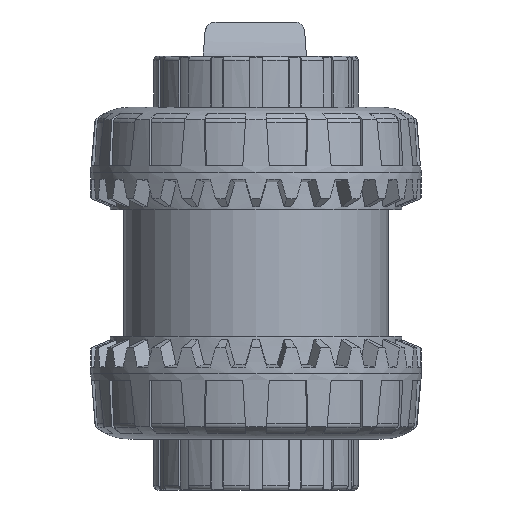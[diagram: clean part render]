
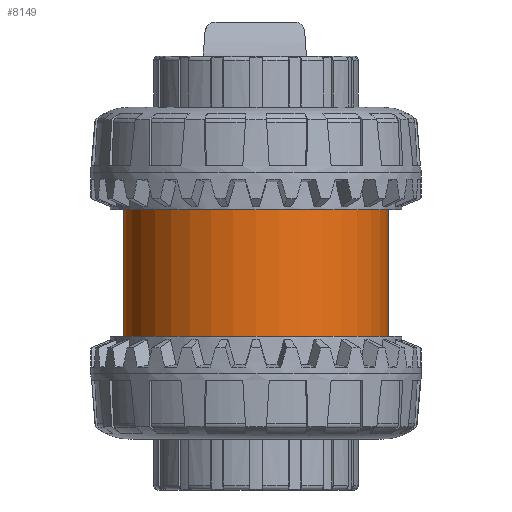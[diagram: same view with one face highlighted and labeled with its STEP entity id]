
A CAD part, left-side view. The second image highlights one B-rep face of the part: STEP entity #8149.
In plain terms, the highlighted cylindrical face has radius 40 mm (diameter 80 mm), a full revolution.
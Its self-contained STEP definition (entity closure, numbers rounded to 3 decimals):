
#459=B_SPLINE_CURVE_WITH_KNOTS($,3,(#12754,#12755,#12756,#12757,#12758,
#12759,#12760,#12761,#12762,#12763,#12764,#12765,#12766,#12767,#12768,#12769,
#12770,#12771,#12772,#12773,#12774,#12775,#12776,#12777,#12778,#12779,#12780,
#12781,#12782,#12783,#12784,#12785,#12786,#12787,#12788,#12789,#12790,#12791,
#12792,#12793,#12794,#12795,#12796,#12797,#12798,#12799,#12800,#12801,#12802,
#12803,#12804,#12805,#12806,#12807,#12808,#12809,#12810,#12811,#12812,#12813,
#12814,#12815,#12816,#12817,#12818,#12819),.UNSPECIFIED.,.T.,.F.,(4,2,2,
2,2,2,2,2,2,2,2,2,2,2,2,2,2,2,2,2,2,2,2,2,2,2,2,2,2,2,2,2,4),(0.,0.335,
0.67,1.005,1.339,1.674,2.008,
2.342,2.677,3.011,3.345,3.68,
4.014,4.349,4.684,5.019,5.353,
5.688,6.023,6.358,6.693,7.027,
7.361,7.696,8.03,8.364,8.699,
9.033,9.367,9.702,10.037,10.372,
10.707),.UNSPECIFIED.);
#631=FACE_BOUND($,#1400,.T.);
#632=FACE_BOUND($,#1401,.T.);
#633=FACE_BOUND($,#1402,.T.);
#742=CYLINDRICAL_SURFACE($,#8772,40.);
#1400=EDGE_LOOP($,(#5849));
#1401=EDGE_LOOP($,(#5850));
#1402=EDGE_LOOP($,(#5851));
#2698=CIRCLE($,#8771,40.);
#2699=CIRCLE($,#8773,40.);
#3201=VERTEX_POINT($,#12753);
#3202=VERTEX_POINT($,#12822);
#3203=VERTEX_POINT($,#12825);
#4183=EDGE_CURVE($,#3201,#3201,#459,.T.);
#4184=EDGE_CURVE($,#3202,#3202,#2698,.T.);
#4185=EDGE_CURVE($,#3203,#3203,#2699,.T.);
#5849=ORIENTED_EDGE($,*,*,#4183,.T.);
#5850=ORIENTED_EDGE($,*,*,#4184,.F.);
#5851=ORIENTED_EDGE($,*,*,#4185,.F.);
#8149=ADVANCED_FACE($,(#631,#632,#633),#742,.T.);
#8771=AXIS2_PLACEMENT_3D($,#12823,#10299,#10300);
#8772=AXIS2_PLACEMENT_3D($,#12824,#10301,#10302);
#8773=AXIS2_PLACEMENT_3D($,#12826,#10303,#10304);
#10299=DIRECTION('center_axis',(-1.,0.,0.));
#10300=DIRECTION('ref_axis',(0.,-1.,0.));
#10301=DIRECTION('center_axis',(1.,0.,0.));
#10302=DIRECTION('ref_axis',(0.,-1.,0.));
#10303=DIRECTION('center_axis',(1.,0.,0.));
#10304=DIRECTION('ref_axis',(0.,-1.,0.));
#12753=CARTESIAN_POINT('',(0.,-17.5,35.969));
#12754=CARTESIAN_POINT('Ctrl Pts',(0.,-17.5,35.969));
#12755=CARTESIAN_POINT('Ctrl Pts',(-1.116,-17.5,35.969));
#12756=CARTESIAN_POINT('Ctrl Pts',(-2.265,-17.392,
36.022));
#12757=CARTESIAN_POINT('Ctrl Pts',(-4.538,-16.941,
36.236));
#12758=CARTESIAN_POINT('Ctrl Pts',(-5.664,-16.599,
36.397));
#12759=CARTESIAN_POINT('Ctrl Pts',(-7.814,-15.702,
36.792));
#12760=CARTESIAN_POINT('Ctrl Pts',(-8.841,-15.146,
37.028));
#12761=CARTESIAN_POINT('Ctrl Pts',(-10.736,-13.867,
37.526));
#12762=CARTESIAN_POINT('Ctrl Pts',(-11.605,-13.143,37.788));
#12763=CARTESIAN_POINT('Ctrl Pts',(-13.142,-11.606,
38.288));
#12764=CARTESIAN_POINT('Ctrl Pts',(-13.866,-10.738,
38.544));
#12765=CARTESIAN_POINT('Ctrl Pts',(-15.145,-8.842,
39.023));
#12766=CARTESIAN_POINT('Ctrl Pts',(-15.702,-7.814,
39.244));
#12767=CARTESIAN_POINT('Ctrl Pts',(-16.6,-5.663,
39.612));
#12768=CARTESIAN_POINT('Ctrl Pts',(-16.942,-4.536,
39.758));
#12769=CARTESIAN_POINT('Ctrl Pts',(-17.392,-2.262,
39.952));
#12770=CARTESIAN_POINT('Ctrl Pts',(-17.5,-1.114,40.));
#12771=CARTESIAN_POINT('Ctrl Pts',(-17.5,1.114,40.));
#12772=CARTESIAN_POINT('Ctrl Pts',(-17.392,2.262,39.952));
#12773=CARTESIAN_POINT('Ctrl Pts',(-16.942,4.536,39.758));
#12774=CARTESIAN_POINT('Ctrl Pts',(-16.6,5.663,39.612));
#12775=CARTESIAN_POINT('Ctrl Pts',(-15.702,7.814,39.244));
#12776=CARTESIAN_POINT('Ctrl Pts',(-15.145,8.842,39.023));
#12777=CARTESIAN_POINT('Ctrl Pts',(-13.866,10.738,38.544));
#12778=CARTESIAN_POINT('Ctrl Pts',(-13.142,11.606,38.288));
#12779=CARTESIAN_POINT('Ctrl Pts',(-11.605,13.143,37.788));
#12780=CARTESIAN_POINT('Ctrl Pts',(-10.736,13.867,37.526));
#12781=CARTESIAN_POINT('Ctrl Pts',(-8.841,15.146,37.028));
#12782=CARTESIAN_POINT('Ctrl Pts',(-7.814,15.702,36.792));
#12783=CARTESIAN_POINT('Ctrl Pts',(-5.664,16.599,36.397));
#12784=CARTESIAN_POINT('Ctrl Pts',(-4.538,16.941,36.236));
#12785=CARTESIAN_POINT('Ctrl Pts',(-2.265,17.392,36.022));
#12786=CARTESIAN_POINT('Ctrl Pts',(-1.116,17.5,35.969));
#12787=CARTESIAN_POINT('Ctrl Pts',(1.116,17.5,35.969));
#12788=CARTESIAN_POINT('Ctrl Pts',(2.265,17.392,36.022));
#12789=CARTESIAN_POINT('Ctrl Pts',(4.538,16.941,36.236));
#12790=CARTESIAN_POINT('Ctrl Pts',(5.664,16.599,36.397));
#12791=CARTESIAN_POINT('Ctrl Pts',(7.814,15.702,36.792));
#12792=CARTESIAN_POINT('Ctrl Pts',(8.841,15.146,37.028));
#12793=CARTESIAN_POINT('Ctrl Pts',(10.736,13.867,37.526));
#12794=CARTESIAN_POINT('Ctrl Pts',(11.605,13.143,37.788));
#12795=CARTESIAN_POINT('Ctrl Pts',(13.142,11.606,38.288));
#12796=CARTESIAN_POINT('Ctrl Pts',(13.866,10.738,38.544));
#12797=CARTESIAN_POINT('Ctrl Pts',(15.145,8.842,39.023));
#12798=CARTESIAN_POINT('Ctrl Pts',(15.702,7.814,39.244));
#12799=CARTESIAN_POINT('Ctrl Pts',(16.6,5.663,39.612));
#12800=CARTESIAN_POINT('Ctrl Pts',(16.942,4.536,39.758));
#12801=CARTESIAN_POINT('Ctrl Pts',(17.392,2.262,39.952));
#12802=CARTESIAN_POINT('Ctrl Pts',(17.5,1.114,40.));
#12803=CARTESIAN_POINT('Ctrl Pts',(17.5,-1.114,40.));
#12804=CARTESIAN_POINT('Ctrl Pts',(17.392,-2.262,39.952));
#12805=CARTESIAN_POINT('Ctrl Pts',(16.942,-4.536,39.758));
#12806=CARTESIAN_POINT('Ctrl Pts',(16.6,-5.663,39.612));
#12807=CARTESIAN_POINT('Ctrl Pts',(15.702,-7.814,39.244));
#12808=CARTESIAN_POINT('Ctrl Pts',(15.145,-8.842,39.023));
#12809=CARTESIAN_POINT('Ctrl Pts',(13.866,-10.738,38.544));
#12810=CARTESIAN_POINT('Ctrl Pts',(13.142,-11.606,38.288));
#12811=CARTESIAN_POINT('Ctrl Pts',(11.605,-13.143,37.788));
#12812=CARTESIAN_POINT('Ctrl Pts',(10.736,-13.867,37.526));
#12813=CARTESIAN_POINT('Ctrl Pts',(8.841,-15.146,37.028));
#12814=CARTESIAN_POINT('Ctrl Pts',(7.814,-15.702,36.792));
#12815=CARTESIAN_POINT('Ctrl Pts',(5.664,-16.599,36.397));
#12816=CARTESIAN_POINT('Ctrl Pts',(4.538,-16.941,36.236));
#12817=CARTESIAN_POINT('Ctrl Pts',(2.265,-17.392,36.022));
#12818=CARTESIAN_POINT('Ctrl Pts',(1.116,-17.5,35.969));
#12819=CARTESIAN_POINT('Ctrl Pts',(0.,-17.5,35.969));
#12822=CARTESIAN_POINT('',(-33.8,40.,0.));
#12823=CARTESIAN_POINT('Origin',(-33.8,0.,0.));
#12824=CARTESIAN_POINT('Origin',(0.,0.,0.));
#12825=CARTESIAN_POINT('',(33.8,40.,0.));
#12826=CARTESIAN_POINT('Origin',(33.8,0.,0.));
